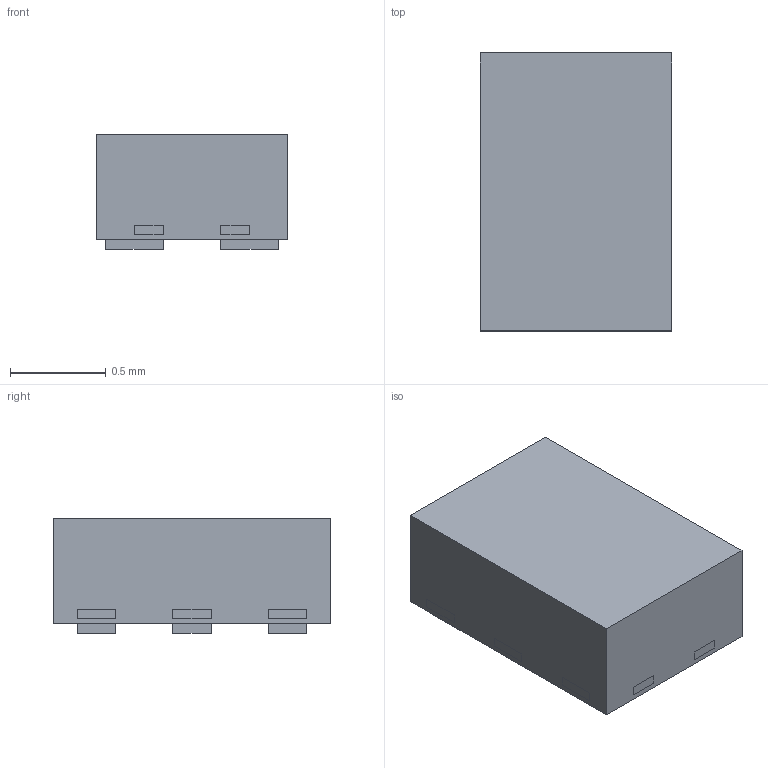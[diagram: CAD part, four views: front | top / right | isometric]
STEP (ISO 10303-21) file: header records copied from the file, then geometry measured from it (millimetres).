
FILE_DESCRIPTION((''),'2;1');
FILE_NAME('DRY0006B_ASM','2015-12-01T',('a0412025'),(''),'PRO/ENGINEER BY PARAMETRIC TECHNOLOGY CORPORATION, 2011490','PRO/ENGINEER BY PARAMETRIC TECHNOLOGY CORPORATION, 2011490','');
FILE_SCHEMA(('AUTOMOTIVE_DESIGN_CC2 { 1 2 10303 214 -1 1 5 2 }'));
Length unit declared in the file: millimetre
Products named in the file (4): BODY-SON; FRAME-DRY0006B; PIN1-ID; DRY0006B_ASM
Assembly tree (3 placements, depth 2):
  DRY0006B_ASM
    BODY-SON
    FRAME-DRY0006B
    PIN1-ID
Bounding box: 1 x 1.45 x 0.6 mm (x, y, z)
Volume: 0.8 mm3; surface area: 8.1 mm2
Topology: 7 solids, 7 shells, 112 faces, 306 edges, 204 vertices
Faces by surface type: plane 112
Entity records: 4636 total; most frequent: CARTESIAN_POINT 629, ORIENTED_EDGE 612, DIRECTION 544, PRESENTATION_STYLE_ASSIGNMENT 319, STYLED_ITEM 313, VECTOR 306, LINE 306, CURVE_STYLE 306
